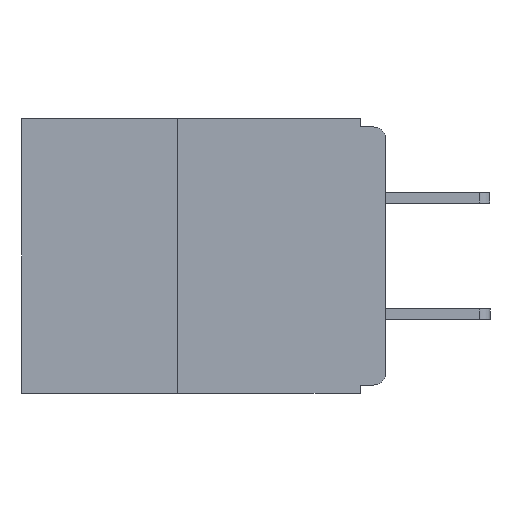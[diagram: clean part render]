
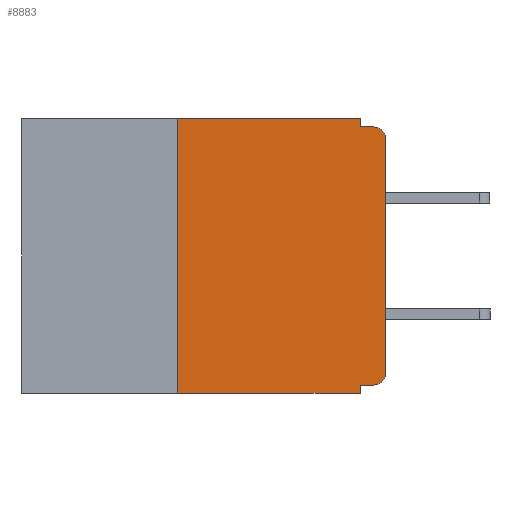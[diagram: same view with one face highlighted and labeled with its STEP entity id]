
A CAD part, left-side view. The second image highlights one B-rep face of the part: STEP entity #8883.
In plain terms, the highlighted planar face has unit normal (-1, 0, 0).
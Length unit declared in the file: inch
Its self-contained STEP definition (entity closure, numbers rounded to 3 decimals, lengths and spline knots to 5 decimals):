
#128 = CARTESIAN_POINT ( 'NONE',  ( 0., 0., -0.32 ) ) ;
#203 = EDGE_CURVE ( 'NONE', #21780, #9589, #10733, .T. ) ;
#780 = DIRECTION ( 'NONE',  ( 0., 0., 1. ) ) ;
#1116 = VECTOR ( 'NONE', #20012, 39.37008 ) ;
#1512 = VERTEX_POINT ( 'NONE', #2927 ) ;
#1662 = EDGE_CURVE ( 'NONE', #1512, #9589, #8794, .T. ) ;
#1952 = ORIENTED_EDGE ( 'NONE', *, *, #5293, .F. ) ;
#2287 = VERTEX_POINT ( 'NONE', #9926 ) ;
#2927 = CARTESIAN_POINT ( 'NONE',  ( 0., 0.25, -0.33 ) ) ;
#3198 = CIRCLE ( 'NONE', #4122, 0.015 ) ;
#4122 = AXIS2_PLACEMENT_3D ( 'NONE', #22954, #10839, #24959 ) ;
#4562 = EDGE_CURVE ( 'NONE', #1512, #5695, #9036, .T. ) ;
#4882 = AXIS2_PLACEMENT_3D ( 'NONE', #7367, #7348, #7318 ) ;
#4932 = CARTESIAN_POINT ( 'NONE',  ( 0., 0.437, -0.33 ) ) ;
#5293 = EDGE_CURVE ( 'NONE', #25516, #23863, #22239, .T. ) ;
#5695 = VERTEX_POINT ( 'NONE', #14520 ) ;
#5720 = CARTESIAN_POINT ( 'NONE',  ( 0., 0.25, -0.33 ) ) ;
#5892 = DIRECTION ( 'NONE',  ( 0., 0., 1. ) ) ;
#5975 = VECTOR ( 'NONE', #25128, 39.37008 ) ;
#6034 = VERTEX_POINT ( 'NONE', #10676 ) ;
#7168 = CARTESIAN_POINT ( 'NONE',  ( 0., 0.031, 0. ) ) ;
#7318 = DIRECTION ( 'NONE',  ( 0., 0., -1. ) ) ;
#7348 = DIRECTION ( 'NONE',  ( 1., 0., 0. ) ) ;
#7367 = CARTESIAN_POINT ( 'NONE',  ( 0., 0.437, 0. ) ) ;
#7370 = EDGE_CURVE ( 'NONE', #6034, #25516, #21806, .T. ) ;
#7400 = PLANE ( 'NONE',  #4882 ) ;
#7569 = ORIENTED_EDGE ( 'NONE', *, *, #7370, .F. ) ;
#8001 = DIRECTION ( 'NONE',  ( 0., 0., -1. ) ) ;
#8672 = LINE ( 'NONE', #128, #13989 ) ;
#8794 = LINE ( 'NONE', #4932, #18840 ) ;
#8883 = ADVANCED_FACE ( 'NONE', ( #25484 ), #7400, .F. ) ;
#9036 = LINE ( 'NONE', #5720, #25118 ) ;
#9589 = VERTEX_POINT ( 'NONE', #9796 ) ;
#9696 = CARTESIAN_POINT ( 'NONE',  ( 0., 0.015, -0.01 ) ) ;
#9796 = CARTESIAN_POINT ( 'NONE',  ( 0., 0.031, -0.33 ) ) ;
#9926 = CARTESIAN_POINT ( 'NONE',  ( 0., 0., -0.025 ) ) ;
#10048 = ORIENTED_EDGE ( 'NONE', *, *, #4562, .F. ) ;
#10214 = CARTESIAN_POINT ( 'NONE',  ( 0., 0.437, 0. ) ) ;
#10410 = VECTOR ( 'NONE', #8001, 39.37008 ) ;
#10470 = DIRECTION ( 'NONE',  ( -1., 0., 0. ) ) ;
#10676 = CARTESIAN_POINT ( 'NONE',  ( 0., 0.031, 0. ) ) ;
#10733 = LINE ( 'NONE', #12987, #5975 ) ;
#10839 = DIRECTION ( 'NONE',  ( -1., 0., 0. ) ) ;
#11119 = CARTESIAN_POINT ( 'NONE',  ( 0., 0.031, -0.32 ) ) ;
#11259 = VECTOR ( 'NONE', #12248, 39.37008 ) ;
#11879 = LINE ( 'NONE', #10214, #11259 ) ;
#12248 = DIRECTION ( 'NONE',  ( 0., -1., 0. ) ) ;
#12586 = DIRECTION ( 'NONE',  ( 0., 1., 0. ) ) ;
#12987 = CARTESIAN_POINT ( 'NONE',  ( 0., 0.031, -0.33 ) ) ;
#13536 = ORIENTED_EDGE ( 'NONE', *, *, #19257, .F. ) ;
#13989 = VECTOR ( 'NONE', #12586, 39.37008 ) ;
#14520 = CARTESIAN_POINT ( 'NONE',  ( 0., 0.25, 0. ) ) ;
#14707 = VECTOR ( 'NONE', #780, 39.37008 ) ;
#14772 = EDGE_CURVE ( 'NONE', #16103, #2287, #15950, .T. ) ;
#15259 = EDGE_CURVE ( 'NONE', #21551, #16103, #3198, .T. ) ;
#15412 = ORIENTED_EDGE ( 'NONE', *, *, #1662, .T. ) ;
#15950 = LINE ( 'NONE', #17119, #14707 ) ;
#16103 = VERTEX_POINT ( 'NONE', #18008 ) ;
#16590 = CIRCLE ( 'NONE', #22901, 0.015 ) ;
#17119 = CARTESIAN_POINT ( 'NONE',  ( 0., 0., 0. ) ) ;
#18008 = CARTESIAN_POINT ( 'NONE',  ( 0., 0., -0.305 ) ) ;
#18523 = CARTESIAN_POINT ( 'NONE',  ( 0., 0.031, -0.01 ) ) ;
#18573 = ORIENTED_EDGE ( 'NONE', *, *, #15259, .T. ) ;
#18840 = VECTOR ( 'NONE', #20191, 39.37008 ) ;
#19044 = EDGE_LOOP ( 'NONE', ( #21763, #22395, #1952, #7569, #13536, #10048, #15412, #21460, #22735, #18573 ) ) ;
#19257 = EDGE_CURVE ( 'NONE', #5695, #6034, #11879, .T. ) ;
#19324 = EDGE_CURVE ( 'NONE', #2287, #23863, #16590, .T. ) ;
#20012 = DIRECTION ( 'NONE',  ( 0., -1., 0. ) ) ;
#20120 = CARTESIAN_POINT ( 'NONE',  ( 0., 0., -0.01 ) ) ;
#20191 = DIRECTION ( 'NONE',  ( 0., -1., 0. ) ) ;
#21460 = ORIENTED_EDGE ( 'NONE', *, *, #203, .F. ) ;
#21551 = VERTEX_POINT ( 'NONE', #22444 ) ;
#21763 = ORIENTED_EDGE ( 'NONE', *, *, #14772, .T. ) ;
#21780 = VERTEX_POINT ( 'NONE', #11119 ) ;
#21806 = LINE ( 'NONE', #7168, #10410 ) ;
#22239 = LINE ( 'NONE', #20120, #1116 ) ;
#22395 = ORIENTED_EDGE ( 'NONE', *, *, #19324, .T. ) ;
#22444 = CARTESIAN_POINT ( 'NONE',  ( 0., 0.015, -0.32 ) ) ;
#22601 = CARTESIAN_POINT ( 'NONE',  ( 0., 0.015, -0.025 ) ) ;
#22735 = ORIENTED_EDGE ( 'NONE', *, *, #24770, .F. ) ;
#22901 = AXIS2_PLACEMENT_3D ( 'NONE', #22601, #10470, #24611 ) ;
#22954 = CARTESIAN_POINT ( 'NONE',  ( 0., 0.015, -0.305 ) ) ;
#23863 = VERTEX_POINT ( 'NONE', #9696 ) ;
#24611 = DIRECTION ( 'NONE',  ( 0., 0., -1. ) ) ;
#24770 = EDGE_CURVE ( 'NONE', #21551, #21780, #8672, .T. ) ;
#24959 = DIRECTION ( 'NONE',  ( 0., 0., -1. ) ) ;
#25118 = VECTOR ( 'NONE', #5892, 39.37008 ) ;
#25128 = DIRECTION ( 'NONE',  ( 0., 0., -1. ) ) ;
#25484 = FACE_OUTER_BOUND ( 'NONE', #19044, .T. ) ;
#25516 = VERTEX_POINT ( 'NONE', #18523 ) ;
